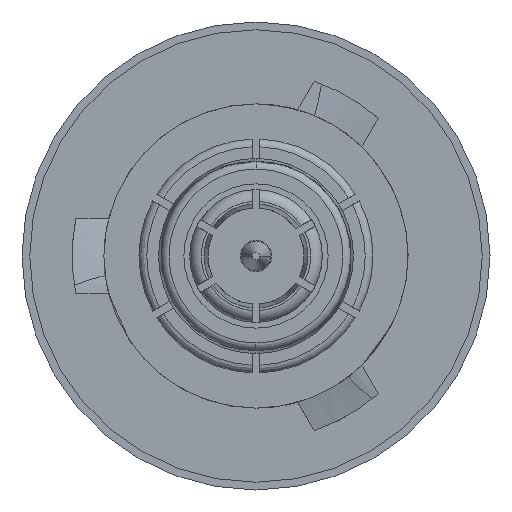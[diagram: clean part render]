
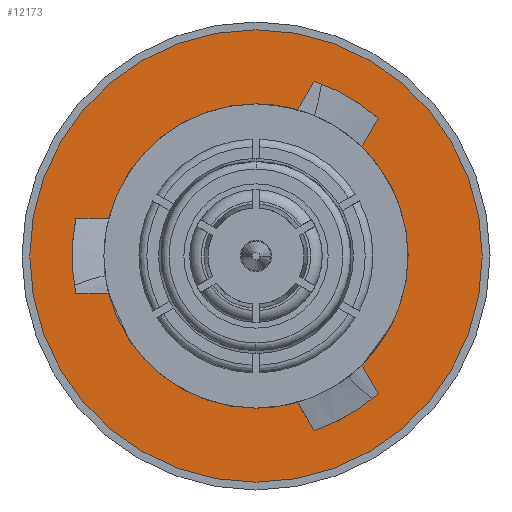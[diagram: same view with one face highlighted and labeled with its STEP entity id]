
A CAD part, left-side view. The second image highlights one B-rep face of the part: STEP entity #12173.
In plain terms, the highlighted face is planar.
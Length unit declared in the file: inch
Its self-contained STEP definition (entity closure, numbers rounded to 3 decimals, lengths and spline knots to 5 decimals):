
#46 = EDGE_CURVE ( 'NONE', #8967, #9213, #11216, .T. ) ;
#368 = EDGE_CURVE ( 'NONE', #5329, #3597, #1426, .T. ) ;
#478 = CARTESIAN_POINT ( 'NONE',  ( 0., -0.15672, -0.17645 ) ) ;
#493 = ORIENTED_EDGE ( 'NONE', *, *, #4039, .T. ) ;
#563 = ORIENTED_EDGE ( 'NONE', *, *, #11049, .T. ) ;
#590 = CARTESIAN_POINT ( 'NONE',  ( 0., 0., 0. ) ) ;
#655 = AXIS2_PLACEMENT_3D ( 'NONE', #8272, #7335, #12274 ) ;
#816 = EDGE_LOOP ( 'NONE', ( #3300, #11539, #6235, #1788, #6547, #12113, #563, #493, #3782, #8813, #9355, #13076, #12097, #9202 ) ) ;
#840 = DIRECTION ( 'NONE',  ( -1., 0., 0. ) ) ;
#939 = CARTESIAN_POINT ( 'NONE',  ( 0., -0.1357, 0.14004 ) ) ;
#996 = VERTEX_POINT ( 'NONE', #9822 ) ;
#1027 = AXIS2_PLACEMENT_3D ( 'NONE', #12556, #8298, #6202 ) ;
#1236 = CARTESIAN_POINT ( 'NONE',  ( 0., 0., 0.195 ) ) ;
#1426 = LINE ( 'NONE', #9734, #10578 ) ;
#1572 = VERTEX_POINT ( 'NONE', #8454 ) ;
#1703 = DIRECTION ( 'NONE',  ( -1., 0., 0. ) ) ;
#1726 = CARTESIAN_POINT ( 'NONE',  ( 0., -0.15672, 0.17645 ) ) ;
#1782 = CARTESIAN_POINT ( 'NONE',  ( 0., 0., 0. ) ) ;
#1788 = ORIENTED_EDGE ( 'NONE', *, *, #2299, .T. ) ;
#1928 = CARTESIAN_POINT ( 'NONE',  ( 0., 0.195, 0. ) ) ;
#2062 = LINE ( 'NONE', #6157, #5876 ) ;
#2065 = CARTESIAN_POINT ( 'NONE',  ( 0., 0., 0. ) ) ;
#2129 = VERTEX_POINT ( 'NONE', #9263 ) ;
#2299 = EDGE_CURVE ( 'NONE', #10544, #8967, #13088, .T. ) ;
#2339 = CARTESIAN_POINT ( 'NONE',  ( 0., 0.23117, 0.0475 ) ) ;
#2365 = CIRCLE ( 'NONE', #4085, 0.195 ) ;
#2376 = CARTESIAN_POINT ( 'NONE',  ( 0., 0., 0. ) ) ;
#2417 = DIRECTION ( 'NONE',  ( 0., 0.5, 0.866 ) ) ;
#2454 = CARTESIAN_POINT ( 'NONE',  ( 0., 0., -0.195 ) ) ;
#2581 = VECTOR ( 'NONE', #12714, 39.37008 ) ;
#2596 = EDGE_CURVE ( 'NONE', #10966, #5329, #11055, .T. ) ;
#2628 = CARTESIAN_POINT ( 'NONE',  ( 0., -0.07445, -0.22395 ) ) ;
#2655 = VERTEX_POINT ( 'NONE', #5998 ) ;
#2891 = AXIS2_PLACEMENT_3D ( 'NONE', #7007, #1703, #5735 ) ;
#3300 = ORIENTED_EDGE ( 'NONE', *, *, #11782, .T. ) ;
#3380 = DIRECTION ( 'NONE',  ( -1., 0., 0. ) ) ;
#3478 = DIRECTION ( 'NONE',  ( 0., 0., 1. ) ) ;
#3583 = DIRECTION ( 'NONE',  ( -1., 0., 0. ) ) ;
#3597 = VERTEX_POINT ( 'NONE', #5841 ) ;
#3607 = ORIENTED_EDGE ( 'NONE', *, *, #5629, .F. ) ;
#3717 = EDGE_CURVE ( 'NONE', #4939, #12325, #9590, .T. ) ;
#3782 = ORIENTED_EDGE ( 'NONE', *, *, #7098, .T. ) ;
#3813 = EDGE_CURVE ( 'NONE', #2655, #10708, #4016, .T. ) ;
#3823 = LINE ( 'NONE', #2628, #2581 ) ;
#3878 = PLANE ( 'NONE',  #11973 ) ;
#4016 = CIRCLE ( 'NONE', #4226, 0.29 ) ;
#4039 = EDGE_CURVE ( 'NONE', #4449, #13215, #6804, .T. ) ;
#4085 = AXIS2_PLACEMENT_3D ( 'NONE', #2376, #9491, #11742 ) ;
#4226 = AXIS2_PLACEMENT_3D ( 'NONE', #1782, #10019, #12944 ) ;
#4449 = VERTEX_POINT ( 'NONE', #1236 ) ;
#4697 = CARTESIAN_POINT ( 'NONE',  ( 0., 0.18913, 0.0475 ) ) ;
#4939 = VERTEX_POINT ( 'NONE', #7554 ) ;
#5219 = FACE_OUTER_BOUND ( 'NONE', #12889, .T. ) ;
#5329 = VERTEX_POINT ( 'NONE', #5832 ) ;
#5629 = EDGE_CURVE ( 'NONE', #10708, #2655, #11648, .T. ) ;
#5665 = CARTESIAN_POINT ( 'NONE',  ( 0., 0., 0. ) ) ;
#5735 = DIRECTION ( 'NONE',  ( 0., 0., 1. ) ) ;
#5832 = CARTESIAN_POINT ( 'NONE',  ( 0., 0.23117, -0.0475 ) ) ;
#5841 = CARTESIAN_POINT ( 'NONE',  ( 0., 0.18913, -0.0475 ) ) ;
#5876 = VECTOR ( 'NONE', #6810, 39.37008 ) ;
#5878 = AXIS2_PLACEMENT_3D ( 'NONE', #590, #12632, #3478 ) ;
#5896 = DIRECTION ( 'NONE',  ( 0., 0., 1. ) ) ;
#5925 = VECTOR ( 'NONE', #11098, 39.37008 ) ;
#5995 = CIRCLE ( 'NONE', #655, 0.195 ) ;
#5998 = CARTESIAN_POINT ( 'NONE',  ( 0., 0., 0.29 ) ) ;
#6157 = CARTESIAN_POINT ( 'NONE',  ( 0., -0.07445, 0.22395 ) ) ;
#6199 = DIRECTION ( 'NONE',  ( 0., 0., 1. ) ) ;
#6202 = DIRECTION ( 'NONE',  ( 0., 0., 1. ) ) ;
#6235 = ORIENTED_EDGE ( 'NONE', *, *, #9236, .T. ) ;
#6547 = ORIENTED_EDGE ( 'NONE', *, *, #46, .T. ) ;
#6680 = VECTOR ( 'NONE', #7319, 39.37008 ) ;
#6804 = CIRCLE ( 'NONE', #1027, 0.195 ) ;
#6810 = DIRECTION ( 'NONE',  ( 0., 0.5, -0.866 ) ) ;
#7007 = CARTESIAN_POINT ( 'NONE',  ( 0., 0., 0. ) ) ;
#7098 = EDGE_CURVE ( 'NONE', #13215, #10966, #8321, .T. ) ;
#7117 = DIRECTION ( 'NONE',  ( -1., 0., 0. ) ) ;
#7290 = DIRECTION ( 'NONE',  ( -1., 0., 0. ) ) ;
#7319 = DIRECTION ( 'NONE',  ( 0., 1., 0. ) ) ;
#7335 = DIRECTION ( 'NONE',  ( -1., 0., 0. ) ) ;
#7477 = DIRECTION ( 'NONE',  ( 0., 0., 1. ) ) ;
#7554 = CARTESIAN_POINT ( 'NONE',  ( 0., -0.15672, -0.17645 ) ) ;
#7670 = EDGE_CURVE ( 'NONE', #3597, #9121, #2365, .T. ) ;
#7735 = AXIS2_PLACEMENT_3D ( 'NONE', #2065, #7117, #5896 ) ;
#7877 = EDGE_CURVE ( 'NONE', #9121, #996, #5995, .T. ) ;
#8272 = CARTESIAN_POINT ( 'NONE',  ( 0., 0., 0. ) ) ;
#8298 = DIRECTION ( 'NONE',  ( -1., 0., 0. ) ) ;
#8304 = AXIS2_PLACEMENT_3D ( 'NONE', #8891, #840, #10950 ) ;
#8321 = LINE ( 'NONE', #2339, #6680 ) ;
#8454 = CARTESIAN_POINT ( 'NONE',  ( 0., -0.07445, -0.22395 ) ) ;
#8470 = CARTESIAN_POINT ( 'NONE',  ( 0., 0., 0. ) ) ;
#8663 = AXIS2_PLACEMENT_3D ( 'NONE', #8470, #3380, #7477 ) ;
#8813 = ORIENTED_EDGE ( 'NONE', *, *, #2596, .T. ) ;
#8891 = CARTESIAN_POINT ( 'NONE',  ( 0., 0., 0. ) ) ;
#8967 = VERTEX_POINT ( 'NONE', #11222 ) ;
#9121 = VERTEX_POINT ( 'NONE', #2454 ) ;
#9202 = ORIENTED_EDGE ( 'NONE', *, *, #12781, .T. ) ;
#9213 = VERTEX_POINT ( 'NONE', #11884 ) ;
#9236 = EDGE_CURVE ( 'NONE', #12325, #10544, #9741, .T. ) ;
#9263 = CARTESIAN_POINT ( 'NONE',  ( 0., -0.05343, 0.18754 ) ) ;
#9319 = AXIS2_PLACEMENT_3D ( 'NONE', #5665, #3583, #12670 ) ;
#9355 = ORIENTED_EDGE ( 'NONE', *, *, #368, .T. ) ;
#9419 = CIRCLE ( 'NONE', #7735, 0.236 ) ;
#9491 = DIRECTION ( 'NONE',  ( -1., 0., 0. ) ) ;
#9578 = VECTOR ( 'NONE', #2417, 39.37008 ) ;
#9590 = LINE ( 'NONE', #478, #9578 ) ;
#9605 = DIRECTION ( 'NONE',  ( 0., -1., 0. ) ) ;
#9734 = CARTESIAN_POINT ( 'NONE',  ( 0., 0.23117, -0.0475 ) ) ;
#9741 = CIRCLE ( 'NONE', #2891, 0.195 ) ;
#9822 = CARTESIAN_POINT ( 'NONE',  ( 0., -0.05343, -0.18754 ) ) ;
#10019 = DIRECTION ( 'NONE',  ( -1., 0., 0. ) ) ;
#10035 = FACE_BOUND ( 'NONE', #816, .T. ) ;
#10143 = CIRCLE ( 'NONE', #8663, 0.195 ) ;
#10544 = VERTEX_POINT ( 'NONE', #939 ) ;
#10578 = VECTOR ( 'NONE', #9605, 39.37008 ) ;
#10708 = VERTEX_POINT ( 'NONE', #11692 ) ;
#10755 = EDGE_CURVE ( 'NONE', #9213, #2129, #2062, .T. ) ;
#10777 = ORIENTED_EDGE ( 'NONE', *, *, #3813, .F. ) ;
#10950 = DIRECTION ( 'NONE',  ( 0., 0., 1. ) ) ;
#10966 = VERTEX_POINT ( 'NONE', #11347 ) ;
#11049 = EDGE_CURVE ( 'NONE', #2129, #4449, #10143, .T. ) ;
#11055 = CIRCLE ( 'NONE', #8304, 0.236 ) ;
#11098 = DIRECTION ( 'NONE',  ( 0., -0.5, 0.866 ) ) ;
#11216 = CIRCLE ( 'NONE', #9319, 0.236 ) ;
#11222 = CARTESIAN_POINT ( 'NONE',  ( 0., -0.15672, 0.17645 ) ) ;
#11347 = CARTESIAN_POINT ( 'NONE',  ( 0., 0.23117, 0.0475 ) ) ;
#11539 = ORIENTED_EDGE ( 'NONE', *, *, #3717, .T. ) ;
#11648 = CIRCLE ( 'NONE', #5878, 0.29 ) ;
#11692 = CARTESIAN_POINT ( 'NONE',  ( 0., 0., -0.29 ) ) ;
#11742 = DIRECTION ( 'NONE',  ( 0., 0., 1. ) ) ;
#11782 = EDGE_CURVE ( 'NONE', #1572, #4939, #9419, .T. ) ;
#11884 = CARTESIAN_POINT ( 'NONE',  ( 0., -0.07445, 0.22395 ) ) ;
#11973 = AXIS2_PLACEMENT_3D ( 'NONE', #1928, #7290, #6199 ) ;
#12097 = ORIENTED_EDGE ( 'NONE', *, *, #7877, .T. ) ;
#12113 = ORIENTED_EDGE ( 'NONE', *, *, #10755, .T. ) ;
#12173 = ADVANCED_FACE ( 'NONE', ( #5219, #10035 ), #3878, .F. ) ;
#12274 = DIRECTION ( 'NONE',  ( 0., 0., 1. ) ) ;
#12325 = VERTEX_POINT ( 'NONE', #12669 ) ;
#12556 = CARTESIAN_POINT ( 'NONE',  ( 0., 0., 0. ) ) ;
#12632 = DIRECTION ( 'NONE',  ( -1., 0., 0. ) ) ;
#12669 = CARTESIAN_POINT ( 'NONE',  ( 0., -0.1357, -0.14004 ) ) ;
#12670 = DIRECTION ( 'NONE',  ( 0., 0., 1. ) ) ;
#12714 = DIRECTION ( 'NONE',  ( 0., -0.5, -0.866 ) ) ;
#12781 = EDGE_CURVE ( 'NONE', #996, #1572, #3823, .T. ) ;
#12889 = EDGE_LOOP ( 'NONE', ( #10777, #3607 ) ) ;
#12944 = DIRECTION ( 'NONE',  ( 0., 0., 1. ) ) ;
#13076 = ORIENTED_EDGE ( 'NONE', *, *, #7670, .T. ) ;
#13088 = LINE ( 'NONE', #1726, #5925 ) ;
#13215 = VERTEX_POINT ( 'NONE', #4697 ) ;
